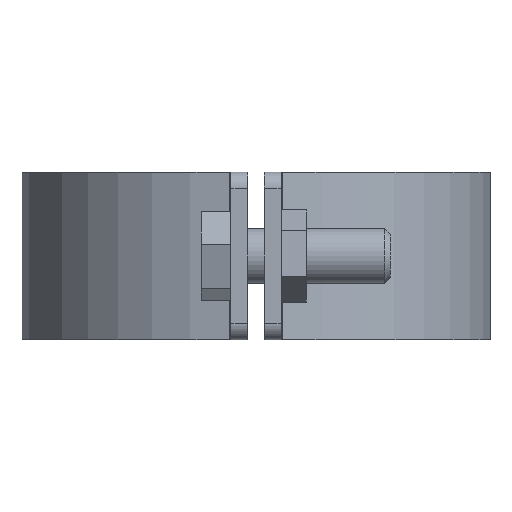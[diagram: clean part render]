
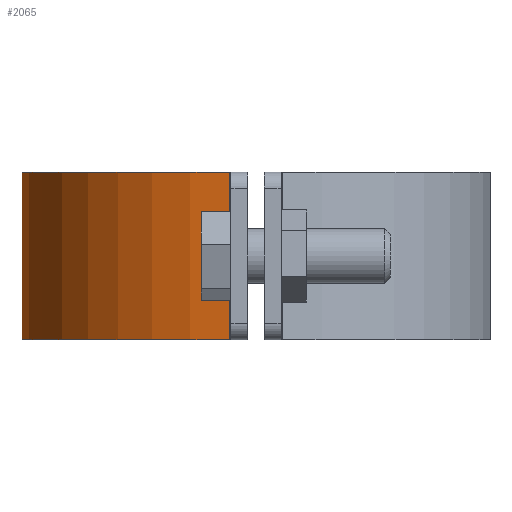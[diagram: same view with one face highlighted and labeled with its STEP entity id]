
A CAD part, left-side view. The second image highlights one B-rep face of the part: STEP entity #2065.
In plain terms, the highlighted cylindrical face has radius 28 mm (diameter 56 mm), a partial arc.
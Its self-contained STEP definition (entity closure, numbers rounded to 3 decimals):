
#40 = VECTOR ( 'NONE', #862, 1000. ) ;
#63 = ORIENTED_EDGE ( 'NONE', *, *, #1614, .F. ) ;
#199 = CARTESIAN_POINT ( 'NONE',  ( 0., 0., 10. ) ) ;
#256 = EDGE_LOOP ( 'NONE', ( #672, #63, #2438, #888 ) ) ;
#279 = CARTESIAN_POINT ( 'NONE',  ( 27.819, 3.177, 10. ) ) ;
#350 = VERTEX_POINT ( 'NONE', #2158 ) ;
#382 = AXIS2_PLACEMENT_3D ( 'NONE', #199, #2461, #2472 ) ;
#470 = CYLINDRICAL_SURFACE ( 'NONE', #2261, 28. ) ;
#547 = EDGE_CURVE ( 'NONE', #1426, #2209, #2394, .T. ) ;
#638 = LINE ( 'NONE', #1788, #40 ) ;
#672 = ORIENTED_EDGE ( 'NONE', *, *, #1806, .T. ) ;
#709 = DIRECTION ( 'NONE',  ( -1., 0., 0. ) ) ;
#862 = DIRECTION ( 'NONE',  ( 0., 0., -1. ) ) ;
#888 = ORIENTED_EDGE ( 'NONE', *, *, #547, .T. ) ;
#1040 = EDGE_CURVE ( 'NONE', #1426, #350, #1821, .T. ) ;
#1175 = VECTOR ( 'NONE', #1621, 1000. ) ;
#1184 = FACE_OUTER_BOUND ( 'NONE', #256, .T. ) ;
#1261 = CARTESIAN_POINT ( 'NONE',  ( 0., 0., -10. ) ) ;
#1274 = CARTESIAN_POINT ( 'NONE',  ( 27.819, 3.177, 10. ) ) ;
#1284 = CARTESIAN_POINT ( 'NONE',  ( -27.819, 3.177, -10. ) ) ;
#1426 = VERTEX_POINT ( 'NONE', #1274 ) ;
#1494 = CARTESIAN_POINT ( 'NONE',  ( 27.819, 3.177, -10. ) ) ;
#1614 = EDGE_CURVE ( 'NONE', #350, #1762, #638, .T. ) ;
#1621 = DIRECTION ( 'NONE',  ( 0., 0., -1. ) ) ;
#1639 = DIRECTION ( 'NONE',  ( 0., 0., -1. ) ) ;
#1660 = DIRECTION ( 'NONE',  ( 0., 0., 1. ) ) ;
#1762 = VERTEX_POINT ( 'NONE', #1284 ) ;
#1788 = CARTESIAN_POINT ( 'NONE',  ( -27.819, 3.177, 10. ) ) ;
#1806 = EDGE_CURVE ( 'NONE', #2209, #1762, #2476, .T. ) ;
#1821 = CIRCLE ( 'NONE', #382, 28. ) ;
#1879 = AXIS2_PLACEMENT_3D ( 'NONE', #1261, #1660, #2421 ) ;
#2065 = ADVANCED_FACE ( 'NONE', ( #1184 ), #470, .T. ) ;
#2158 = CARTESIAN_POINT ( 'NONE',  ( -27.819, 3.177, 10. ) ) ;
#2209 = VERTEX_POINT ( 'NONE', #1494 ) ;
#2261 = AXIS2_PLACEMENT_3D ( 'NONE', #2392, #1639, #709 ) ;
#2392 = CARTESIAN_POINT ( 'NONE',  ( 0., 0., 10. ) ) ;
#2394 = LINE ( 'NONE', #279, #1175 ) ;
#2421 = DIRECTION ( 'NONE',  ( 1., 0., 0. ) ) ;
#2438 = ORIENTED_EDGE ( 'NONE', *, *, #1040, .F. ) ;
#2461 = DIRECTION ( 'NONE',  ( 0., 0., 1. ) ) ;
#2472 = DIRECTION ( 'NONE',  ( 1., 0., 0. ) ) ;
#2476 = CIRCLE ( 'NONE', #1879, 28. ) ;
